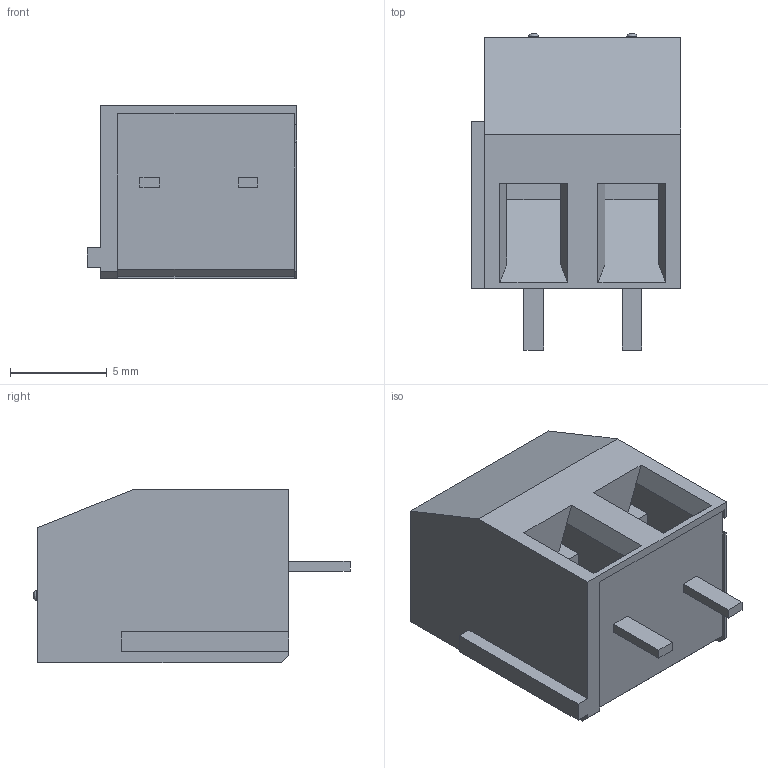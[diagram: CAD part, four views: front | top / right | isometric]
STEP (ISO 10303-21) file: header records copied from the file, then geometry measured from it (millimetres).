
FILE_DESCRIPTION(/* description */ (''),/* implementation_level */ '2;1');
FILE_NAME(/* name */ 'TB112-2-2-U-1 v2.step',/* time_stamp */ '2019-08-30T11:08:34+09:00',/* author */ (''),/* organization */ (''),/* preprocessor_version */ 'ST-DEVELOPER v18',/* originating_system */ 'Autodesk Translation Framework v8.2.0.1029',/* authorisation */ '');
FILE_SCHEMA (('AUTOMOTIVE_DESIGN { 1 0 10303 214 3 1 1 }'));
Length unit declared in the file: millimetre
Products named in the file (1): TB112-2-2-U-1
Bounding box: 10.86 x 16.37 x 9 mm (x, y, z)
Volume: 1007.5 mm3; surface area: 943.8 mm2
Topology: 1 solids, 1 shells, 98 faces, 262 edges, 170 vertices
Faces by surface type: plane 82, cylinder 10, cone 2, torus 2, bspline 2
Full cylindrical faces by diameter (mm): 0.508 x2, 2.032 x2, 3.048 x2
Entity records: 3429 total; most frequent: CARTESIAN_POINT 867, ORIENTED_EDGE 524, DIRECTION 502, EDGE_CURVE 262, LINE 200, VECTOR 200, VERTEX_POINT 170, AXIS2_PLACEMENT_3D 151
